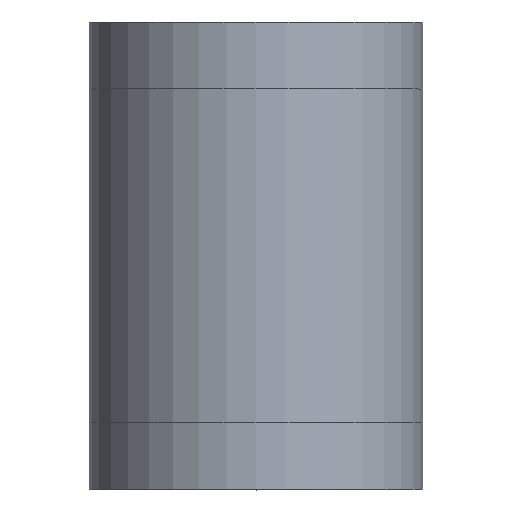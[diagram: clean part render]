
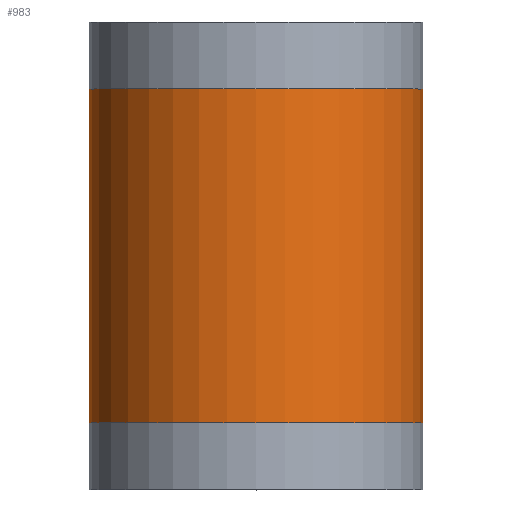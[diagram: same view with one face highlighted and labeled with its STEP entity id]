
A CAD part, top view. The second image highlights one B-rep face of the part: STEP entity #983.
In plain terms, the highlighted cylindrical face has radius 25 mm (diameter 50 mm), a partial arc.
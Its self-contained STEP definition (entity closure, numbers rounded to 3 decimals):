
#19=DIRECTION('',(0.,1.,0.));
#20=VECTOR('',#19,50.);
#21=CARTESIAN_POINT('',(25.,10.,0.));
#22=LINE('',#21,#20);
#23=DIRECTION('',(0.,1.,0.));
#24=VECTOR('',#23,50.);
#25=CARTESIAN_POINT('',(-25.,10.,0.));
#26=LINE('',#25,#24);
#32=CARTESIAN_POINT('',(0.,10.,0.));
#33=DIRECTION('',(0.,-1.,0.));
#34=DIRECTION('',(1.,0.,0.));
#35=AXIS2_PLACEMENT_3D('',#32,#33,#34);
#37=CARTESIAN_POINT('',(0.,60.,0.));
#38=DIRECTION('',(0.,-1.,0.));
#39=DIRECTION('',(1.,0.,0.));
#40=AXIS2_PLACEMENT_3D('',#37,#38,#39);
#863=CARTESIAN_POINT('',(25.,10.,0.));
#865=VERTEX_POINT('',#863);
#866=CARTESIAN_POINT('',(25.,60.,0.));
#867=VERTEX_POINT('',#866);
#879=CARTESIAN_POINT('',(-25.,10.,0.));
#881=VERTEX_POINT('',#879);
#882=CARTESIAN_POINT('',(-25.,60.,0.));
#883=VERTEX_POINT('',#882);
#971=CARTESIAN_POINT('',(0.,73.5,0.));
#972=DIRECTION('',(0.,-1.,0.));
#973=DIRECTION('',(-1.,0.,0.));
#974=AXIS2_PLACEMENT_3D('',#971,#972,#973);
#975=CYLINDRICAL_SURFACE('',#974,25.);
#976=ORIENTED_EDGE('',*,*,#961,.F.);
#977=ORIENTED_EDGE('',*,*,#937,.T.);
#978=ORIENTED_EDGE('',*,*,#965,.T.);
#980=ORIENTED_EDGE('',*,*,#979,.F.);
#981=EDGE_LOOP('',(#976,#977,#978,#980));
#982=FACE_OUTER_BOUND('',#981,.F.);
#983=ADVANCED_FACE('',(#982),#975,.T.);
#36=CIRCLE('',#35,25.);
#41=CIRCLE('',#40,25.);
#937=EDGE_CURVE('',#865,#881,#36,.T.);
#961=EDGE_CURVE('',#865,#867,#22,.T.);
#965=EDGE_CURVE('',#881,#883,#26,.T.);
#979=EDGE_CURVE('',#867,#883,#41,.T.);
